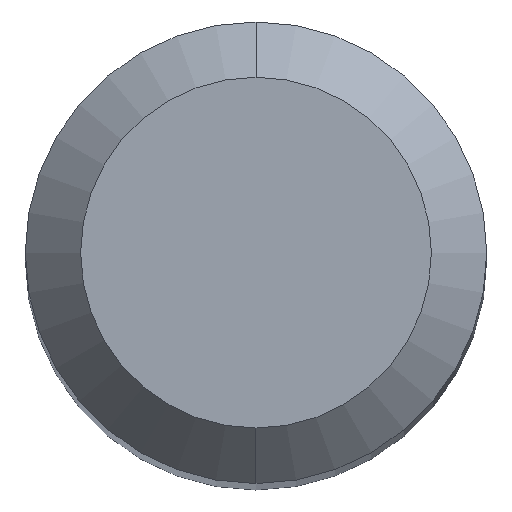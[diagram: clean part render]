
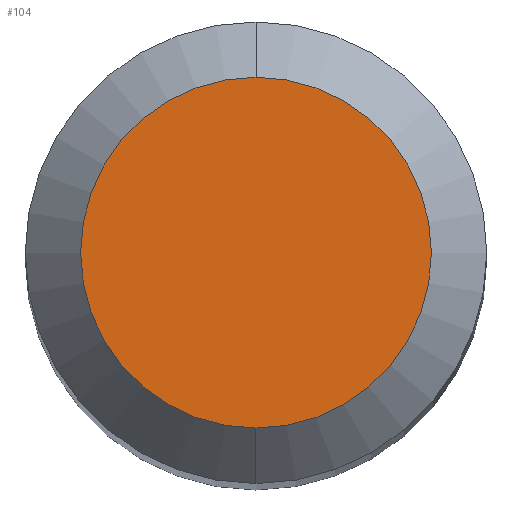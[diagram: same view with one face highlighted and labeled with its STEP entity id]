
A CAD part, top view. The second image highlights one B-rep face of the part: STEP entity #104.
In plain terms, the highlighted planar face has unit normal (0, 0, 1).
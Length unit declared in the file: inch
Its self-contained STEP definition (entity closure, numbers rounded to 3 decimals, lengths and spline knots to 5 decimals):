
#14 = ORIENTED_EDGE ( 'NONE', *, *, #154, .T. ) ;
#44 = CARTESIAN_POINT ( 'NONE',  ( 0., 0.0475, 0. ) ) ;
#80 = DIRECTION ( 'NONE',  ( 0., 0., -1. ) ) ;
#100 = CIRCLE ( 'NONE', #489, 0.0475 ) ;
#104 = ADVANCED_FACE ( 'NONE', ( #331 ), #350, .F. ) ;
#108 = AXIS2_PLACEMENT_3D ( 'NONE', #44, #80, #496 ) ;
#153 = CARTESIAN_POINT ( 'NONE',  ( 0., 0.0475, 0. ) ) ;
#154 = EDGE_CURVE ( 'NONE', #239, #519, #248, .T. ) ;
#193 = CARTESIAN_POINT ( 'NONE',  ( 0., 0., 0. ) ) ;
#230 = DIRECTION ( 'NONE',  ( 0., -1., 0. ) ) ;
#239 = VERTEX_POINT ( 'NONE', #153 ) ;
#240 = CARTESIAN_POINT ( 'NONE',  ( 0., 0., 0. ) ) ;
#248 = CIRCLE ( 'NONE', #348, 0.0475 ) ;
#329 = DIRECTION ( 'NONE',  ( 0., -1., 0. ) ) ;
#331 = FACE_OUTER_BOUND ( 'NONE', #502, .T. ) ;
#348 = AXIS2_PLACEMENT_3D ( 'NONE', #240, #507, #230 ) ;
#350 = PLANE ( 'NONE',  #108 ) ;
#363 = CARTESIAN_POINT ( 'NONE',  ( 0., -0.0475, 0. ) ) ;
#429 = ORIENTED_EDGE ( 'NONE', *, *, #471, .T. ) ;
#471 = EDGE_CURVE ( 'NONE', #519, #239, #100, .T. ) ;
#489 = AXIS2_PLACEMENT_3D ( 'NONE', #193, #495, #329 ) ;
#495 = DIRECTION ( 'NONE',  ( 0., 0., 1. ) ) ;
#496 = DIRECTION ( 'NONE',  ( 0., 1., 0. ) ) ;
#502 = EDGE_LOOP ( 'NONE', ( #14, #429 ) ) ;
#507 = DIRECTION ( 'NONE',  ( 0., 0., 1. ) ) ;
#519 = VERTEX_POINT ( 'NONE', #363 ) ;
